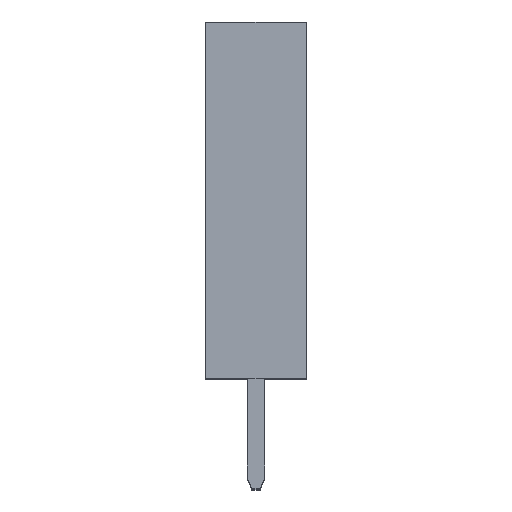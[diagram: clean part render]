
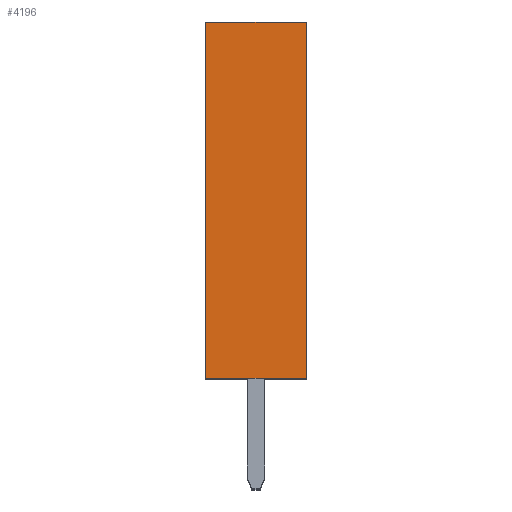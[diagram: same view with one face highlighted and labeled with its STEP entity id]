
A CAD part, top view. The second image highlights one B-rep face of the part: STEP entity #4196.
In plain terms, the highlighted planar face has unit normal (0, 0, 1).
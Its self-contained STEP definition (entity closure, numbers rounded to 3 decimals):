
#119=FACE_OUTER_BOUND('',#349,.T.);
#349=EDGE_LOOP('',(#2970,#2971,#2972,#2973));
#765=LINE('',#6158,#1337);
#796=LINE('',#6228,#1368);
#822=LINE('',#6273,#1394);
#823=LINE('',#6274,#1395);
#1337=VECTOR('',#5010,1.);
#1368=VECTOR('',#5057,1.);
#1394=VECTOR('',#5085,1.);
#1395=VECTOR('',#5086,1.);
#1843=VERTEX_POINT('',#6152);
#1845=VERTEX_POINT('',#6156);
#1876=VERTEX_POINT('',#6227);
#1894=VERTEX_POINT('',#6272);
#2269=EDGE_CURVE('',#1843,#1845,#765,.T.);
#2300=EDGE_CURVE('',#1876,#1843,#796,.T.);
#2326=EDGE_CURVE('',#1894,#1845,#822,.T.);
#2327=EDGE_CURVE('',#1876,#1894,#823,.T.);
#2970=ORIENTED_EDGE('',*,*,#2269,.T.);
#2971=ORIENTED_EDGE('',*,*,#2326,.F.);
#2972=ORIENTED_EDGE('',*,*,#2327,.F.);
#2973=ORIENTED_EDGE('',*,*,#2300,.T.);
#3815=PLANE('',#4446);
#4196=ADVANCED_FACE('',(#119),#3815,.F.);
#4446=AXIS2_PLACEMENT_3D('',#6271,#5083,#5084);
#5010=DIRECTION('',(1.,0.,0.));
#5057=DIRECTION('',(0.,-1.,0.));
#5083=DIRECTION('center_axis',(0.,0.,-1.));
#5084=DIRECTION('ref_axis',(-1.,0.,0.));
#5085=DIRECTION('',(0.,-1.,0.));
#5086=DIRECTION('',(1.,0.,0.));
#6152=CARTESIAN_POINT('',(-1.207,0.,10.414));
#6156=CARTESIAN_POINT('',(1.207,0.,10.414));
#6158=CARTESIAN_POINT('',(-1.207,0.,10.414));
#6227=CARTESIAN_POINT('',(-1.207,8.509,10.414));
#6228=CARTESIAN_POINT('',(-1.207,8.509,10.414));
#6271=CARTESIAN_POINT('Origin',(-1.207,8.509,10.414));
#6272=CARTESIAN_POINT('',(1.207,8.509,10.414));
#6273=CARTESIAN_POINT('',(1.207,8.509,10.414));
#6274=CARTESIAN_POINT('',(-1.207,8.509,10.414));
